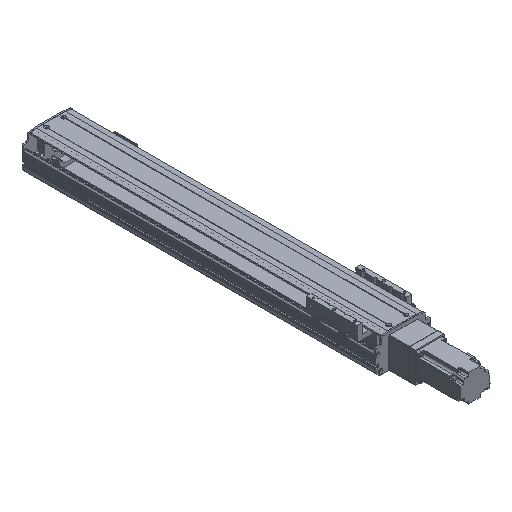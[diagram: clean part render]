
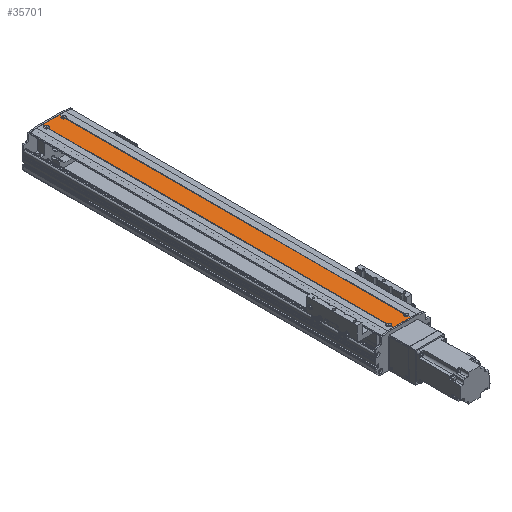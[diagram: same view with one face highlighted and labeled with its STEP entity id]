
A CAD part, isometric view. The second image highlights one B-rep face of the part: STEP entity #35701.
In plain terms, the highlighted face is planar.
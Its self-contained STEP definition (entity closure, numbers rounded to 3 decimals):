
#4049=CIRCLE('',#39286,4.55);
#4051=CIRCLE('',#39288,4.55);
#4054=CIRCLE('',#39293,4.55);
#4056=CIRCLE('',#39295,4.55);
#4062=CIRCLE('',#39303,4.55);
#4067=CIRCLE('',#39310,4.55);
#5931=FACE_OUTER_BOUND('',#8133,.T.);
#8133=EDGE_LOOP('',(#29631,#29632,#29633,#29634,#29635,#29636,#29637,#29638,
#29639,#29640,#29641,#29642,#29643,#29644));
#10654=LINE('',#61123,#13447);
#10657=LINE('',#61128,#13450);
#10660=LINE('',#61134,#13453);
#10662=LINE('',#61137,#13455);
#10695=LINE('',#61232,#13488);
#10766=LINE('',#61398,#13559);
#10767=LINE('',#61400,#13560);
#10768=LINE('',#61401,#13561);
#13447=VECTOR('',#47220,10.);
#13450=VECTOR('',#47225,10.);
#13453=VECTOR('',#47230,10.);
#13455=VECTOR('',#47234,10.);
#13488=VECTOR('',#47301,10.);
#13559=VECTOR('',#47482,10.);
#13560=VECTOR('',#47485,10.);
#13561=VECTOR('',#47486,10.);
#16708=VERTEX_POINT('',#60988);
#16709=VERTEX_POINT('',#60992);
#16711=VERTEX_POINT('',#60997);
#16717=VERTEX_POINT('',#61018);
#16718=VERTEX_POINT('',#61022);
#16720=VERTEX_POINT('',#61027);
#16725=VERTEX_POINT('',#61044);
#16731=VERTEX_POINT('',#61063);
#16734=VERTEX_POINT('',#61074);
#16740=VERTEX_POINT('',#61093);
#16748=VERTEX_POINT('',#61122);
#16749=VERTEX_POINT('',#61126);
#16751=VERTEX_POINT('',#61132);
#16796=VERTEX_POINT('',#61230);
#21150=EDGE_CURVE('',#16709,#16708,#4049,.T.);
#21153=EDGE_CURVE('',#16711,#16709,#4051,.T.);
#21161=EDGE_CURVE('',#16718,#16717,#4054,.T.);
#21164=EDGE_CURVE('',#16720,#16718,#4056,.T.);
#21178=EDGE_CURVE('',#16725,#16731,#4062,.T.);
#21189=EDGE_CURVE('',#16734,#16740,#4067,.T.);
#21202=EDGE_CURVE('',#16711,#16748,#10654,.T.);
#21205=EDGE_CURVE('',#16749,#16717,#10657,.T.);
#21208=EDGE_CURVE('',#16740,#16751,#10660,.T.);
#21210=EDGE_CURVE('',#16731,#16734,#10662,.T.);
#21257=EDGE_CURVE('',#16796,#16749,#10695,.T.);
#21341=EDGE_CURVE('',#16796,#16725,#10766,.T.);
#21342=EDGE_CURVE('',#16720,#16708,#10767,.T.);
#21343=EDGE_CURVE('',#16748,#16751,#10768,.T.);
#29631=ORIENTED_EDGE('',*,*,#21153,.T.);
#29632=ORIENTED_EDGE('',*,*,#21150,.T.);
#29633=ORIENTED_EDGE('',*,*,#21342,.F.);
#29634=ORIENTED_EDGE('',*,*,#21164,.T.);
#29635=ORIENTED_EDGE('',*,*,#21161,.T.);
#29636=ORIENTED_EDGE('',*,*,#21205,.F.);
#29637=ORIENTED_EDGE('',*,*,#21257,.F.);
#29638=ORIENTED_EDGE('',*,*,#21341,.T.);
#29639=ORIENTED_EDGE('',*,*,#21178,.T.);
#29640=ORIENTED_EDGE('',*,*,#21210,.T.);
#29641=ORIENTED_EDGE('',*,*,#21189,.T.);
#29642=ORIENTED_EDGE('',*,*,#21208,.T.);
#29643=ORIENTED_EDGE('',*,*,#21343,.F.);
#29644=ORIENTED_EDGE('',*,*,#21202,.F.);
#34165=PLANE('',#39392);
#35701=ADVANCED_FACE('',(#5931),#34165,.T.);
#39286=AXIS2_PLACEMENT_3D('',#60993,#47140,#47141);
#39288=AXIS2_PLACEMENT_3D('',#60998,#47145,#47146);
#39293=AXIS2_PLACEMENT_3D('',#61023,#47156,#47157);
#39295=AXIS2_PLACEMENT_3D('',#61028,#47161,#47162);
#39303=AXIS2_PLACEMENT_3D('',#61067,#47179,#47180);
#39310=AXIS2_PLACEMENT_3D('',#61097,#47195,#47196);
#39392=AXIS2_PLACEMENT_3D('',#61399,#47483,#47484);
#47140=DIRECTION('center_axis',(0.,-1.,0.));
#47141=DIRECTION('ref_axis',(1.,0.,0.));
#47145=DIRECTION('center_axis',(0.,-1.,0.));
#47146=DIRECTION('ref_axis',(1.,0.,0.));
#47156=DIRECTION('center_axis',(0.,-1.,0.));
#47157=DIRECTION('ref_axis',(1.,0.,0.));
#47161=DIRECTION('center_axis',(0.,-1.,0.));
#47162=DIRECTION('ref_axis',(1.,0.,0.));
#47179=DIRECTION('center_axis',(0.,-1.,0.));
#47180=DIRECTION('ref_axis',(1.,0.,0.));
#47195=DIRECTION('center_axis',(0.,-1.,0.));
#47196=DIRECTION('ref_axis',(1.,0.,0.));
#47220=DIRECTION('',(0.,0.,1.));
#47225=DIRECTION('',(0.,0.,1.));
#47230=DIRECTION('',(0.,0.,1.));
#47234=DIRECTION('',(0.,0.,1.));
#47301=DIRECTION('',(1.,0.,0.));
#47482=DIRECTION('',(0.,0.,1.));
#47483=DIRECTION('center_axis',(0.,1.,0.));
#47484=DIRECTION('ref_axis',(-1.,0.,0.));
#47485=DIRECTION('',(0.,0.,1.));
#47486=DIRECTION('',(-1.,0.,0.));
#60988=CARTESIAN_POINT('',(18.5,2.5,370.978));
#60992=CARTESIAN_POINT('',(14.45,2.5,375.5));
#60993=CARTESIAN_POINT('Origin',(19.,2.5,375.5));
#60997=CARTESIAN_POINT('',(18.5,2.5,380.022));
#60998=CARTESIAN_POINT('Origin',(19.,2.5,375.5));
#61018=CARTESIAN_POINT('',(18.5,2.5,-380.022));
#61022=CARTESIAN_POINT('',(14.45,2.5,-375.5));
#61023=CARTESIAN_POINT('Origin',(19.,2.5,-375.5));
#61027=CARTESIAN_POINT('',(18.5,2.5,-370.978));
#61028=CARTESIAN_POINT('Origin',(19.,2.5,-375.5));
#61044=CARTESIAN_POINT('',(-18.5,2.5,-380.022));
#61063=CARTESIAN_POINT('',(-18.5,2.5,-370.978));
#61067=CARTESIAN_POINT('Origin',(-19.,2.5,-375.5));
#61074=CARTESIAN_POINT('',(-18.5,2.5,370.978));
#61093=CARTESIAN_POINT('',(-18.5,2.5,380.022));
#61097=CARTESIAN_POINT('Origin',(-19.,2.5,375.5));
#61122=CARTESIAN_POINT('',(18.5,2.5,385.5));
#61123=CARTESIAN_POINT('',(18.5,2.5,0.));
#61126=CARTESIAN_POINT('',(18.5,2.5,-385.5));
#61128=CARTESIAN_POINT('',(18.5,2.5,0.));
#61132=CARTESIAN_POINT('',(-18.5,2.5,385.5));
#61134=CARTESIAN_POINT('',(-18.5,2.5,0.));
#61137=CARTESIAN_POINT('',(-18.5,2.5,0.));
#61230=CARTESIAN_POINT('',(-18.5,2.5,-385.5));
#61232=CARTESIAN_POINT('',(18.5,2.5,-385.5));
#61398=CARTESIAN_POINT('',(-18.5,2.5,0.));
#61399=CARTESIAN_POINT('Origin',(18.5,2.5,0.));
#61400=CARTESIAN_POINT('',(18.5,2.5,0.));
#61401=CARTESIAN_POINT('',(18.5,2.5,385.5));
